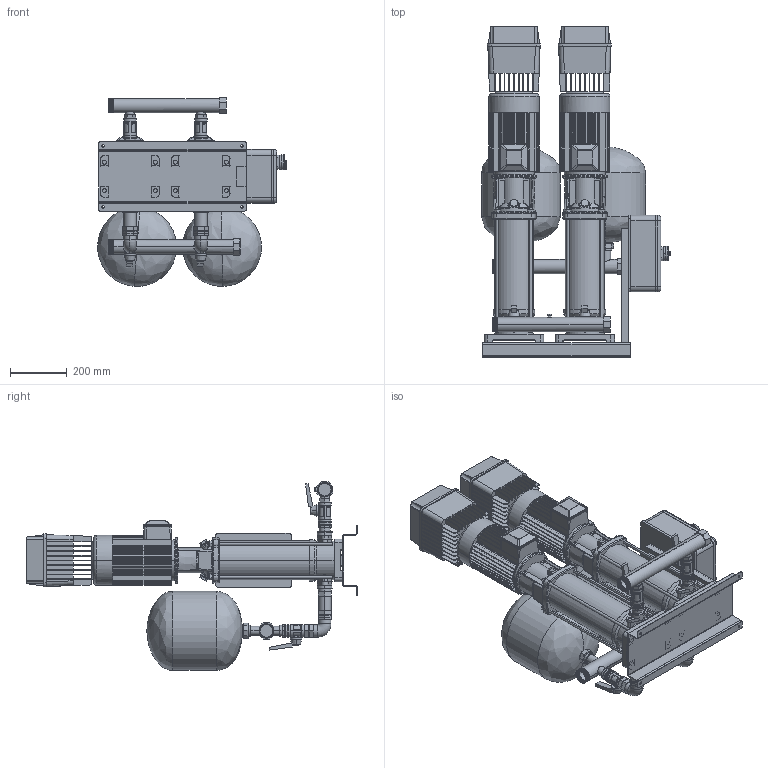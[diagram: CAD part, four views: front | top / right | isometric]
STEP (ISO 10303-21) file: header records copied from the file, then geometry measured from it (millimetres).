
FILE_DESCRIPTION (( 'STEP AP214' ), '1' );
FILE_NAME ('2SBI 5-20 TE.STEP', '2021-12-06T16:43:48', ( '' ), ( '' ), 'SwSTEP 2.0', 'SolidWorks 2020', '' );
FILE_SCHEMA (( 'AUTOMOTIVE_DESIGN' ));
Length unit declared in the file: millimetre
Products named in the file (1): 2SBI 5-20 TE
Bounding box: 666.11 x 1165 x 666.41 mm (x, y, z)
Volume: 83383885.3 mm3; surface area: 4621276.6 mm2
Topology: 48 solids, 49 shells, 3252 faces, 8380 edges, 5279 vertices
Faces by surface type: plane 1520, cylinder 1031, bspline 392, torus 171, cone 102, sphere 36
Entity records: 178683 total; most frequent: CARTESIAN_POINT 66250, ORIENTED_EDGE 16644, DIRECTION 14802, EDGE_CURVE 8322, VERTEX_POINT 5279, AXIS2_PLACEMENT_3D 5241, VECTOR 4320, LINE 4320
